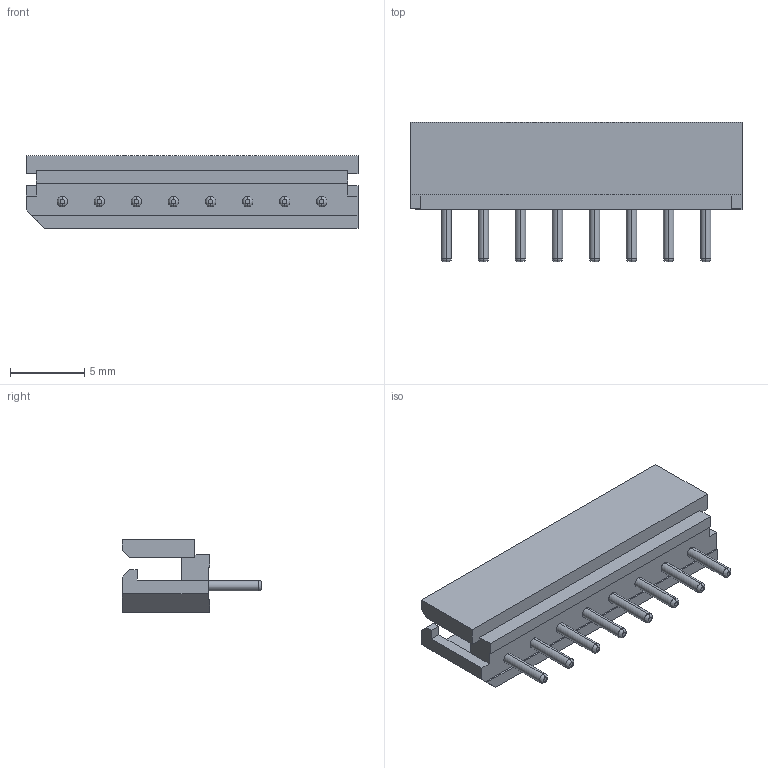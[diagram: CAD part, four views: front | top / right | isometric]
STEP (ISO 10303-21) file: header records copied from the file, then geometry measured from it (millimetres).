
FILE_DESCRIPTION((''),'2;1');
FILE_NAME('022035085','2016-09-06T',('gsharma'),(''),'PRO/ENGINEER BY PARAMETRIC TECHNOLOGY CORPORATION, 2012310','PRO/ENGINEER BY PARAMETRIC TECHNOLOGY CORPORATION, 2012310','');
FILE_SCHEMA(('CONFIG_CONTROL_DESIGN'));
Length unit declared in the file: millimetre
Products named in the file (1): 022035085
Bounding box: 22.4 x 9.4 x 4.9 mm (x, y, z)
Volume: 338.5 mm3; surface area: 843.7 mm2
Topology: 1 solids, 1 shells, 151 faces, 378 edges, 260 vertices
Faces by surface type: plane 87, cylinder 32, bspline 32
Entity records: 5211 total; most frequent: CARTESIAN_POINT 1608, DIRECTION 762, ORIENTED_EDGE 694, EDGE_CURVE 347, AXIS2_PLACEMENT_3D 264, VECTOR 234, LINE 234, VERTEX_POINT 214
